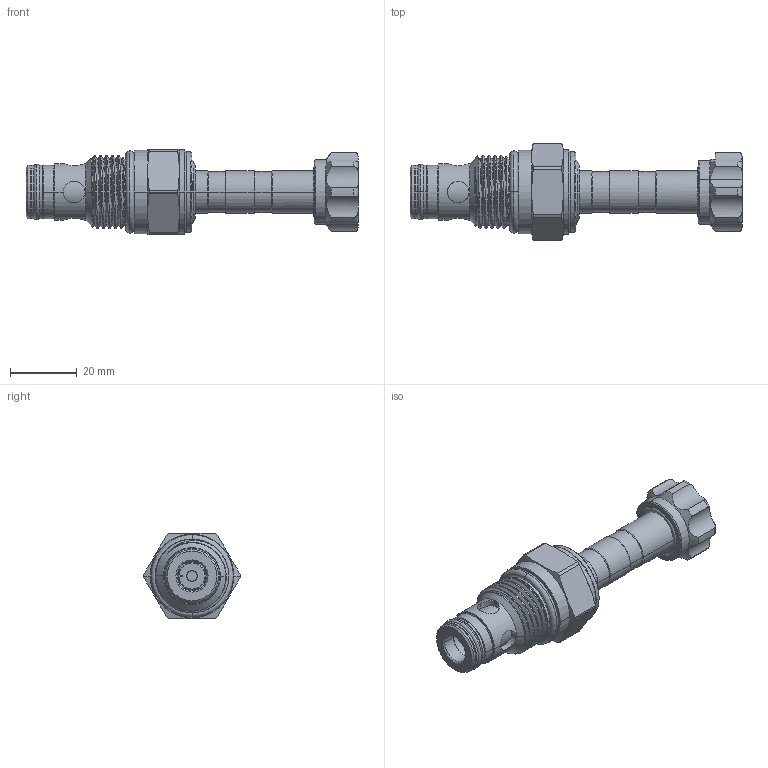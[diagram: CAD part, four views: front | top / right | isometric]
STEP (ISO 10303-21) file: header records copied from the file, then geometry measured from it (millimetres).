
FILE_DESCRIPTION (( 'STEP AP203' ), '1' );
FILE_NAME ('EP10W2A10N05.STEP', '2020-04-06T08:16:18', ( '' ), ( '' ), 'SwSTEP 2.0', 'SolidWorks 2018', '' );
FILE_SCHEMA (( 'CONFIG_CONTROL_DESIGN' ));
Length unit declared in the file: millimetre
Products named in the file (1): EP10W2A10N05
Bounding box: 99.15 x 28.8 x 25.4 mm (x, y, z)
Volume: 26084.1 mm3; surface area: 9531.5 mm2
Topology: 5 solids, 5 shells, 212 faces, 500 edges, 310 vertices
Faces by surface type: cylinder 105, torus 36, cone 34, plane 29, bspline 6, sphere 2
Entity records: 9944 total; most frequent: CARTESIAN_POINT 5029, DIRECTION 1054, ORIENTED_EDGE 1000, EDGE_CURVE 500, AXIS2_PLACEMENT_3D 455, VERTEX_POINT 310, CIRCLE 248, EDGE_LOOP 234
